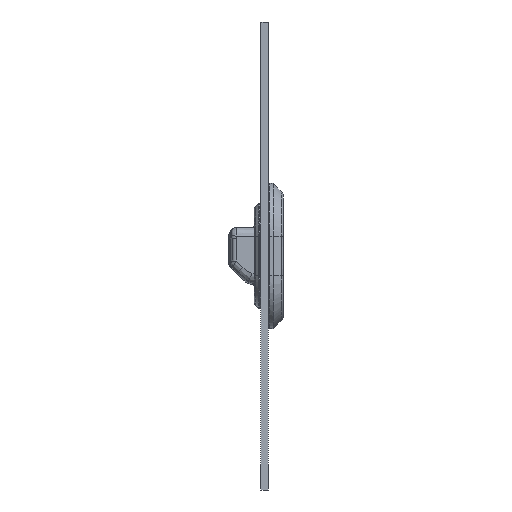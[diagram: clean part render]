
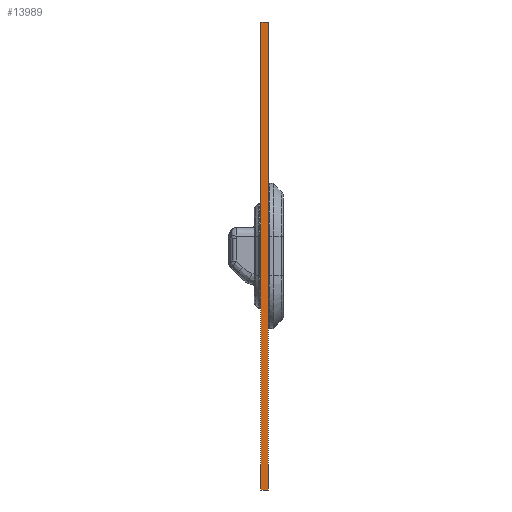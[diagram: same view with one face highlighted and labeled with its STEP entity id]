
A CAD part, left-side view. The second image highlights one B-rep face of the part: STEP entity #13989.
In plain terms, the highlighted planar face has unit normal (-1, 0, 0).
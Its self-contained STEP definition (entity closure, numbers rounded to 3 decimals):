
#807=LINE('',#38728,#1732);
#808=LINE('',#38731,#1733);
#809=LINE('',#38733,#1734);
#810=LINE('',#38734,#1735);
#1732=VECTOR('',#15983,10.);
#1733=VECTOR('',#15986,10.);
#1734=VECTOR('',#15987,10.);
#1735=VECTOR('',#15988,10.);
#2210=PLANE('',#14497);
#3094=FACE_OUTER_BOUND('',#4019,.T.);
#4019=EDGE_LOOP('',(#12010,#12011,#12012,#12013));
#6292=VERTEX_POINT('',#38722);
#6294=VERTEX_POINT('',#38726);
#6295=VERTEX_POINT('',#38730);
#6296=VERTEX_POINT('',#38732);
#8225=EDGE_CURVE('',#6292,#6294,#807,.T.);
#8226=EDGE_CURVE('',#6292,#6295,#808,.T.);
#8227=EDGE_CURVE('',#6296,#6294,#809,.T.);
#8228=EDGE_CURVE('',#6295,#6296,#810,.T.);
#12010=ORIENTED_EDGE('',*,*,#8226,.F.);
#12011=ORIENTED_EDGE('',*,*,#8225,.T.);
#12012=ORIENTED_EDGE('',*,*,#8227,.F.);
#12013=ORIENTED_EDGE('',*,*,#8228,.F.);
#13989=ADVANCED_FACE('',(#3094),#2210,.T.);
#14497=AXIS2_PLACEMENT_3D('',#38729,#15984,#15985);
#15983=DIRECTION('',(0.,1.,0.));
#15984=DIRECTION('center_axis',(-1.,0.,0.));
#15985=DIRECTION('ref_axis',(0.,0.,1.));
#15986=DIRECTION('',(0.,0.,-1.));
#15987=DIRECTION('',(0.,0.,1.));
#15988=DIRECTION('',(0.,1.,0.));
#38722=CARTESIAN_POINT('',(-160.,0.,95.));
#38726=CARTESIAN_POINT('',(-160.,3.,95.));
#38728=CARTESIAN_POINT('',(-160.,0.,95.));
#38729=CARTESIAN_POINT('Origin',(-160.,0.,-95.));
#38730=CARTESIAN_POINT('',(-160.,0.,-95.));
#38731=CARTESIAN_POINT('',(-160.,0.,95.));
#38732=CARTESIAN_POINT('',(-160.,3.,-95.));
#38733=CARTESIAN_POINT('',(-160.,3.,95.));
#38734=CARTESIAN_POINT('',(-160.,0.,-95.));
